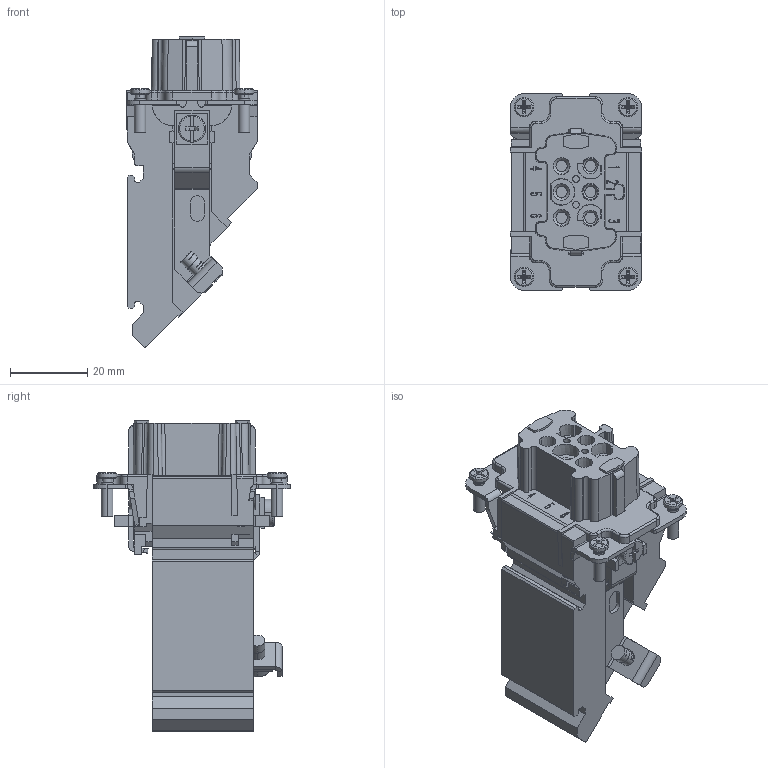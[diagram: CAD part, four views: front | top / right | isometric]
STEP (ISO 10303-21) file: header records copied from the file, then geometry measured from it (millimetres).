
FILE_DESCRIPTION((''),'2;1');
FILE_NAME('10-A','2017-09-08T',('tl.yang'),(''),'PRO/ENGINEER BY PARAMETRIC TECHNOLOGY CORPORATION, 2011500','PRO/ENGINEER BY PARAMETRIC TECHNOLOGY CORPORATION, 2011500','');
FILE_SCHEMA(('CONFIG_CONTROL_DESIGN'));
Length unit declared in the file: millimetre
Products named in the file (1): 10-A
Bounding box: 34 x 51 x 80.45 mm (x, y, z)
Volume: 50182.8 mm3; surface area: 17652.5 mm2
Topology: 1 solids, 2 shells, 1344 faces, 3840 edges, 2541 vertices
Faces by surface type: plane 1016, cylinder 236, cone 40, bspline 32, torus 20
Entity records: 44791 total; most frequent: CARTESIAN_POINT 9535, ORIENTED_EDGE 7680, DIRECTION 6806, EDGE_CURVE 3840, VECTOR 3120, LINE 3120, VERTEX_POINT 2541, AXIS2_PLACEMENT_3D 1843
